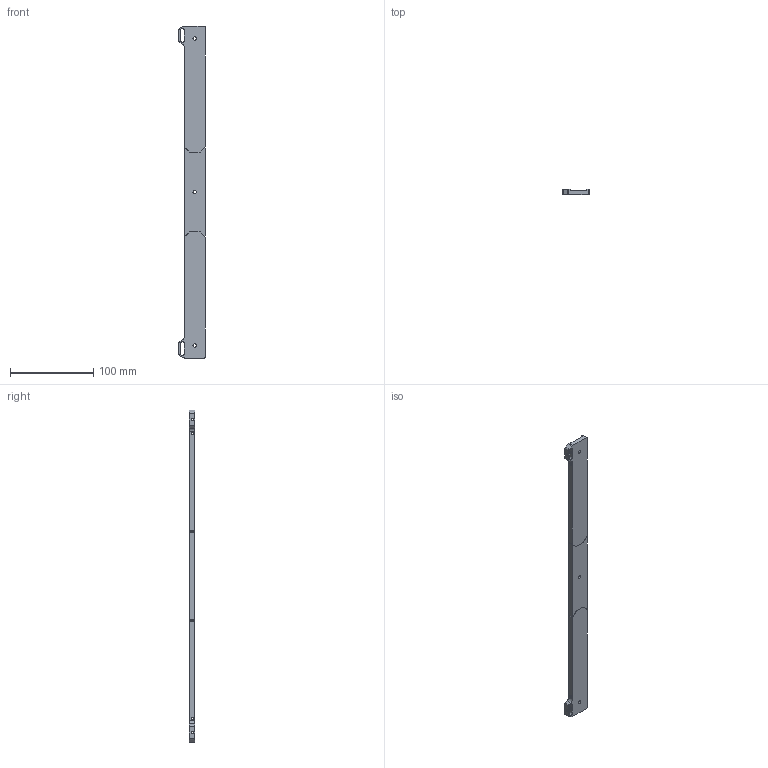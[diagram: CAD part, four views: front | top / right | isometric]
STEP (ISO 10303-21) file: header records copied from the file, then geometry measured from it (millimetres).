
FILE_DESCRIPTION (( 'STEP AP214' ), '1' );
FILE_NAME ('3D Print Insert Full Multibody.STEP', '2019-08-22T01:01:04', ( '' ), ( '' ), 'SwSTEP 2.0', 'SolidWorks 2018', '' );
FILE_SCHEMA (( 'AUTOMOTIVE_DESIGN' ));
Length unit declared in the file: inch
Products named in the file (1): 3D Print Insert Full Multibody
Bounding box: 31.38 x 6.35 x 400 mm (x, y, z)
Volume: 53008.3 mm3; surface area: 28781 mm2
Topology: 3 solids, 3 shells, 100 faces, 282 edges, 188 vertices
Faces by surface type: cylinder 52, plane 48
Entity records: 3376 total; most frequent: DIRECTION 588, CARTESIAN_POINT 571, ORIENTED_EDGE 564, EDGE_CURVE 282, AXIS2_PLACEMENT_3D 205, VERTEX_POINT 188, VECTOR 178, LINE 178
